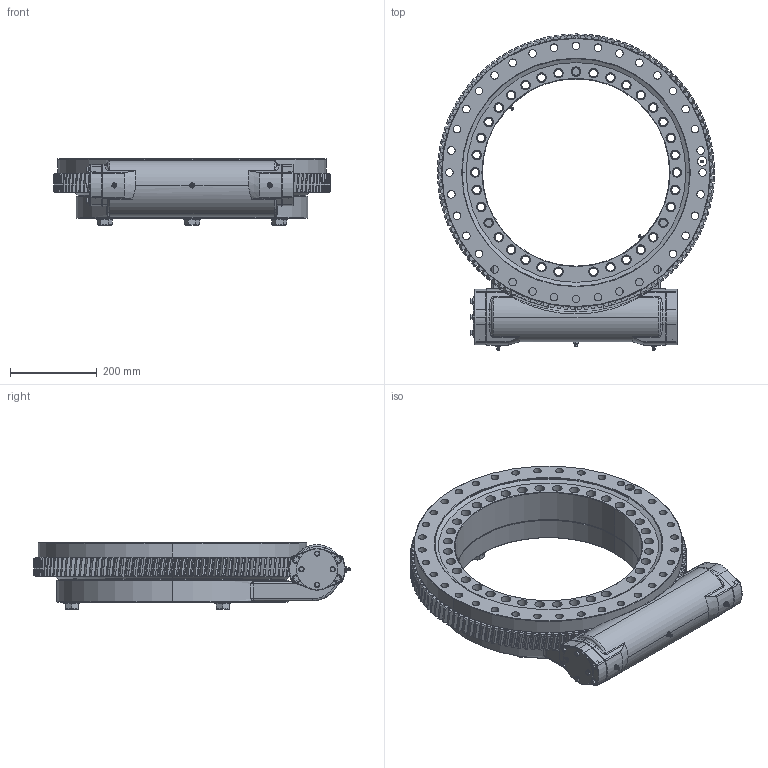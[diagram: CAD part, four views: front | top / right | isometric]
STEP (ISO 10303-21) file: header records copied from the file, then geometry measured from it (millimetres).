
FILE_DESCRIPTION (( 'STEP AP214' ), '1' );
FILE_NAME ('TGO639-Z0-RM - SH.STEP', '2018-10-10T08:23:33', ( '' ), ( '' ), 'SwSTEP 2.0', 'SolidWorks 2016', '' );
FILE_SCHEMA (( 'AUTOMOTIVE_DESIGN' ));
Length unit declared in the file: millimetre
Products named in the file (1): TGO639-Z0-RM - SH
Bounding box: 638.63 x 728.67 x 152.3 mm (x, y, z)
Surface area: 1635180.8 mm2 (no closed solid volume)
Topology: 0 solids, 49 shells, 1864 faces, 6284 edges, 4370 vertices
Faces by surface type: bspline 693, cylinder 518, cone 328, plane 214, torus 111
Entity records: 96284 total; most frequent: CARTESIAN_POINT 30592, ORIENTED_EDGE 10925, DIRECTION 7182, EDGE_CURVE 6280, VERTEX_POINT 4370, AXIS2_PLACEMENT_3D 3060, EDGE_LOOP 2199, CIRCLE 1888
